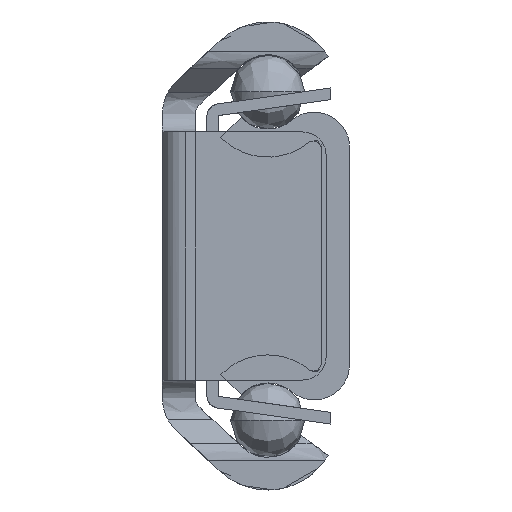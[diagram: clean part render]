
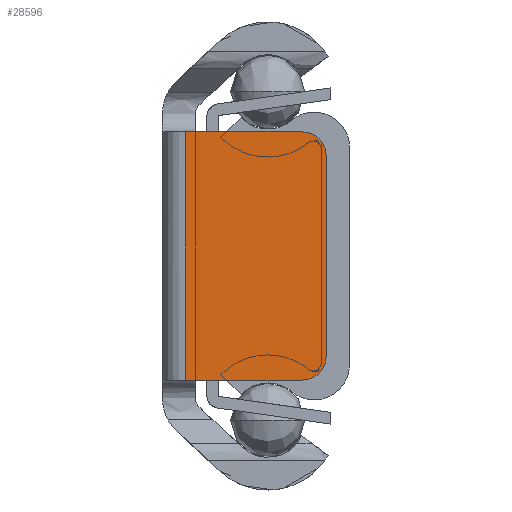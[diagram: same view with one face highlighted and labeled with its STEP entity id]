
A CAD part, left-side view. The second image highlights one B-rep face of the part: STEP entity #28596.
In plain terms, the highlighted free-form (B-spline) face has degree [1, 1] with [2, 2] control points.
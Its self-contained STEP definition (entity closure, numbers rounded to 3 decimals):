
#27576=CARTESIAN_POINT('',(0.0,-1.,-5.3));
#27577=VERTEX_POINT('',#27576);
#27591=CARTESIAN_POINT('',(0.0,-1.,5.3));
#27592=VERTEX_POINT('',#27591);
#27593=CARTESIAN_POINT('',(0.0,-1.,5.3));
#27594=CARTESIAN_POINT('',(0.0,-1.,-5.3));
#27595=QUASI_UNIFORM_CURVE('',1,(#27593,#27594),.UNSPECIFIED.,.F.,.U.);
#27596=EDGE_CURVE('',#27592,#27577,#27595,.T.);
#27694=CARTESIAN_POINT('',(0.0,-7.0,-4.3));
#27695=VERTEX_POINT('',#27694);
#27696=CARTESIAN_POINT('',(0.0,-6.0,-5.3));
#27697=VERTEX_POINT('',#27696);
#27698=CARTESIAN_POINT('',(0.0,-7.0,-4.3));
#27699=CARTESIAN_POINT('',(0.0,-7.,-5.3));
#27700=CARTESIAN_POINT('',(0.0,-6.0,-5.3));
#27708=(BOUNDED_CURVE()B_SPLINE_CURVE(2,(#27698,#27699,#27700),.UNSPECIFIED.,.F.,.U.)CURVE()GEOMETRIC_REPRESENTATION_ITEM()QUASI_UNIFORM_CURVE()RATIONAL_B_SPLINE_CURVE((1.0,0.707,1.0))REPRESENTATION_ITEM(''));
#27709=EDGE_CURVE('',#27695,#27697,#27708,.T.);
#27730=CARTESIAN_POINT('',(0.0,-7.0,4.3));
#27731=VERTEX_POINT('',#27730);
#27732=CARTESIAN_POINT('',(0.0,-7.0,-4.3));
#27733=CARTESIAN_POINT('',(0.0,-7.0,4.3));
#27734=QUASI_UNIFORM_CURVE('',1,(#27732,#27733),.UNSPECIFIED.,.F.,.U.);
#27735=EDGE_CURVE('',#27695,#27731,#27734,.T.);
#27761=CARTESIAN_POINT('',(0.0,-6.0,5.3));
#27762=VERTEX_POINT('',#27761);
#27763=CARTESIAN_POINT('',(0.0,-6.0,5.3));
#27764=CARTESIAN_POINT('',(0.0,-7.,5.3));
#27765=CARTESIAN_POINT('',(0.0,-7.0,4.3));
#27773=(BOUNDED_CURVE()B_SPLINE_CURVE(2,(#27763,#27764,#27765),.UNSPECIFIED.,.F.,.U.)CURVE()GEOMETRIC_REPRESENTATION_ITEM()QUASI_UNIFORM_CURVE()RATIONAL_B_SPLINE_CURVE((1.0,0.707,1.0))REPRESENTATION_ITEM(''));
#27774=EDGE_CURVE('',#27762,#27731,#27773,.T.);
#27799=CARTESIAN_POINT('',(0.0,-1.,5.3));
#27800=CARTESIAN_POINT('',(0.0,-6.0,5.3));
#27801=QUASI_UNIFORM_CURVE('',1,(#27799,#27800),.UNSPECIFIED.,.F.,.U.);
#27802=EDGE_CURVE('',#27592,#27762,#27801,.T.);
#28315=CARTESIAN_POINT('',(0.0,-1.,-5.3));
#28316=CARTESIAN_POINT('',(0.0,-6.0,-5.3));
#28317=QUASI_UNIFORM_CURVE('',1,(#28315,#28316),.UNSPECIFIED.,.F.,.U.);
#28318=EDGE_CURVE('',#27577,#27697,#28317,.T.);
#28583=CARTESIAN_POINT('',(0.0,-7.3,5.829));
#28584=CARTESIAN_POINT('',(0.0,-0.7,5.829));
#28585=CARTESIAN_POINT('',(0.0,-7.3,-5.829));
#28586=CARTESIAN_POINT('',(0.0,-0.7,-5.829));
#28587=B_SPLINE_SURFACE_WITH_KNOTS('',1,1,((#28583,#28585),(#28584,#28586)),.UNSPECIFIED.,.F.,.F.,.U.,(2,2),(2,2),(0.0,6.599),(0.0,11.659),.UNSPECIFIED.);
#28588=ORIENTED_EDGE('',*,*,#27802,.F.);
#28589=ORIENTED_EDGE('',*,*,#27596,.T.);
#28590=ORIENTED_EDGE('',*,*,#28318,.T.);
#28591=ORIENTED_EDGE('',*,*,#27709,.F.);
#28592=ORIENTED_EDGE('',*,*,#27735,.T.);
#28593=ORIENTED_EDGE('',*,*,#27774,.F.);
#28594=EDGE_LOOP('',(#28588,#28589,#28590,#28591,#28592,#28593));
#28595=FACE_OUTER_BOUND('',#28594,.T.);
#28596=ADVANCED_FACE('',(#28595),#28587,.T.);
